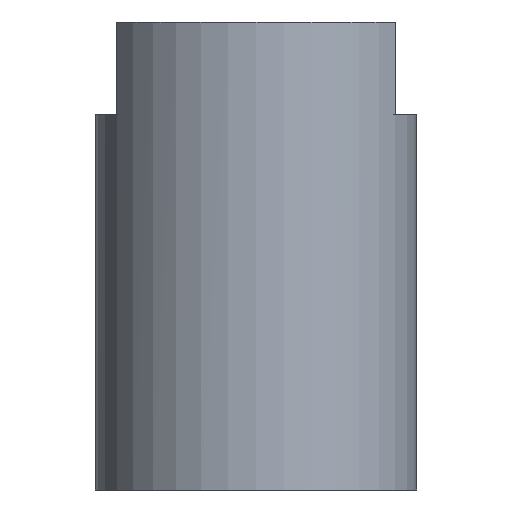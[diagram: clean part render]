
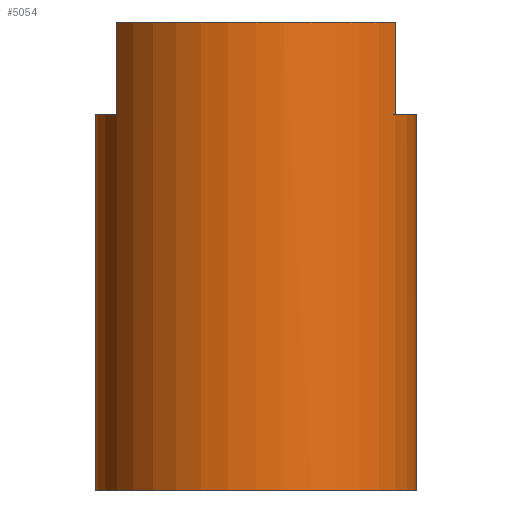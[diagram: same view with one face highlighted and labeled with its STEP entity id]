
A CAD part, left-side view. The second image highlights one B-rep face of the part: STEP entity #5054.
In plain terms, the highlighted cylindrical face has radius 22.5 mm (diameter 45 mm), a partial arc.
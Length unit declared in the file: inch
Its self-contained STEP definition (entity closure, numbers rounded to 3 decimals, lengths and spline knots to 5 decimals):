
#301 = ORIENTED_EDGE ( 'NONE', *, *, #3571, .T. ) ;
#362 = DIRECTION ( 'NONE',  ( 0., 0., -1. ) ) ;
#380 = ORIENTED_EDGE ( 'NONE', *, *, #5309, .T. ) ;
#592 = DIRECTION ( 'NONE',  ( 0., 0., 1. ) ) ;
#614 = LINE ( 'NONE', #1391, #1354 ) ;
#616 = FACE_OUTER_BOUND ( 'NONE', #4499, .T. ) ;
#842 = CARTESIAN_POINT ( 'NONE',  ( 0.76138, -0.45276, -0.74409 ) ) ;
#942 = DIRECTION ( 'NONE',  ( 0., 0., -1. ) ) ;
#951 = VERTEX_POINT ( 'NONE', #5528 ) ;
#968 = ORIENTED_EDGE ( 'NONE', *, *, #4976, .T. ) ;
#1135 = DIRECTION ( 'NONE',  ( 1., 0., 0. ) ) ;
#1289 = VERTEX_POINT ( 'NONE', #4501 ) ;
#1354 = VECTOR ( 'NONE', #2236, 39.37008 ) ;
#1391 = CARTESIAN_POINT ( 'NONE',  ( 0.76138, -0.45276, 1.73622 ) ) ;
#1435 = DIRECTION ( 'NONE',  ( 1., 0., 0. ) ) ;
#1506 = CYLINDRICAL_SURFACE ( 'NONE', #3829, 0.88583 ) ;
#1560 = CARTESIAN_POINT ( 'NONE',  ( -0.44291, -0.76715, 1.73622 ) ) ;
#1608 = CARTESIAN_POINT ( 'NONE',  ( 0.76138, 0.45276, -0.74409 ) ) ;
#1653 = AXIS2_PLACEMENT_3D ( 'NONE', #2954, #362, #3400 ) ;
#1968 = EDGE_CURVE ( 'NONE', #2673, #1289, #3952, .T. ) ;
#2210 = DIRECTION ( 'NONE',  ( 0., 0., -1. ) ) ;
#2236 = DIRECTION ( 'NONE',  ( 0., 0., 1. ) ) ;
#2302 = CARTESIAN_POINT ( 'NONE',  ( 0., 0., 1.32283 ) ) ;
#2477 = EDGE_CURVE ( 'NONE', #3311, #5227, #3881, .T. ) ;
#2590 = DIRECTION ( 'NONE',  ( 0., 0., -1. ) ) ;
#2618 = CARTESIAN_POINT ( 'NONE',  ( -0.44291, 0.76715, 1.73622 ) ) ;
#2673 = VERTEX_POINT ( 'NONE', #3902 ) ;
#2682 = CARTESIAN_POINT ( 'NONE',  ( -0.44291, 0.76715, 1.32283 ) ) ;
#2736 = DIRECTION ( 'NONE',  ( 1., 0., 0. ) ) ;
#2863 = DIRECTION ( 'NONE',  ( 0., 0., 1. ) ) ;
#2954 = CARTESIAN_POINT ( 'NONE',  ( 0., 0., 1.32283 ) ) ;
#3056 = VECTOR ( 'NONE', #2590, 39.37008 ) ;
#3210 = CARTESIAN_POINT ( 'NONE',  ( 0., 0., -0.74409 ) ) ;
#3311 = VERTEX_POINT ( 'NONE', #3484 ) ;
#3362 = ORIENTED_EDGE ( 'NONE', *, *, #2477, .T. ) ;
#3400 = DIRECTION ( 'NONE',  ( 1., 0., 0. ) ) ;
#3401 = CARTESIAN_POINT ( 'NONE',  ( 0.76138, 0.45276, 1.73622 ) ) ;
#3472 = EDGE_CURVE ( 'NONE', #4100, #5420, #614, .T. ) ;
#3484 = CARTESIAN_POINT ( 'NONE',  ( 0.76138, 0.45276, 1.32283 ) ) ;
#3489 = CARTESIAN_POINT ( 'NONE',  ( 0.76138, -0.45276, 1.32283 ) ) ;
#3571 = EDGE_CURVE ( 'NONE', #4258, #3311, #4049, .T. ) ;
#3804 = VECTOR ( 'NONE', #2863, 39.37008 ) ;
#3809 = VECTOR ( 'NONE', #5574, 39.37008 ) ;
#3829 = AXIS2_PLACEMENT_3D ( 'NONE', #4454, #592, #1135 ) ;
#3881 = LINE ( 'NONE', #3401, #3809 ) ;
#3896 = CARTESIAN_POINT ( 'NONE',  ( 0., 0., 1.83465 ) ) ;
#3902 = CARTESIAN_POINT ( 'NONE',  ( -0.44291, -0.76715, 1.83465 ) ) ;
#3922 = ORIENTED_EDGE ( 'NONE', *, *, #3472, .T. ) ;
#3952 = CIRCLE ( 'NONE', #4977, 0.88583 ) ;
#3965 = ORIENTED_EDGE ( 'NONE', *, *, #4846, .T. ) ;
#4003 = DIRECTION ( 'NONE',  ( 0., 0., 1. ) ) ;
#4049 = CIRCLE ( 'NONE', #5392, 0.88583 ) ;
#4100 = VERTEX_POINT ( 'NONE', #842 ) ;
#4258 = VERTEX_POINT ( 'NONE', #2682 ) ;
#4366 = ORIENTED_EDGE ( 'NONE', *, *, #5057, .T. ) ;
#4445 = ORIENTED_EDGE ( 'NONE', *, *, #1968, .T. ) ;
#4454 = CARTESIAN_POINT ( 'NONE',  ( 0., 0., 1.73622 ) ) ;
#4499 = EDGE_LOOP ( 'NONE', ( #968, #3922, #380, #4366, #4445, #3965, #301, #3362 ) ) ;
#4501 = CARTESIAN_POINT ( 'NONE',  ( -0.44291, 0.76715, 1.83465 ) ) ;
#4631 = CIRCLE ( 'NONE', #5358, 0.88583 ) ;
#4783 = DIRECTION ( 'NONE',  ( 1., 0., 0. ) ) ;
#4846 = EDGE_CURVE ( 'NONE', #1289, #4258, #4907, .T. ) ;
#4907 = LINE ( 'NONE', #2618, #3056 ) ;
#4965 = LINE ( 'NONE', #1560, #3804 ) ;
#4976 = EDGE_CURVE ( 'NONE', #5227, #4100, #4631, .T. ) ;
#4977 = AXIS2_PLACEMENT_3D ( 'NONE', #3896, #2210, #4783 ) ;
#5054 = ADVANCED_FACE ( 'NONE', ( #616 ), #1506, .T. ) ;
#5057 = EDGE_CURVE ( 'NONE', #951, #2673, #4965, .T. ) ;
#5091 = CIRCLE ( 'NONE', #1653, 0.88583 ) ;
#5227 = VERTEX_POINT ( 'NONE', #1608 ) ;
#5309 = EDGE_CURVE ( 'NONE', #5420, #951, #5091, .T. ) ;
#5358 = AXIS2_PLACEMENT_3D ( 'NONE', #3210, #4003, #1435 ) ;
#5392 = AXIS2_PLACEMENT_3D ( 'NONE', #2302, #942, #2736 ) ;
#5420 = VERTEX_POINT ( 'NONE', #3489 ) ;
#5528 = CARTESIAN_POINT ( 'NONE',  ( -0.44291, -0.76715, 1.32283 ) ) ;
#5574 = DIRECTION ( 'NONE',  ( 0., 0., -1. ) ) ;
